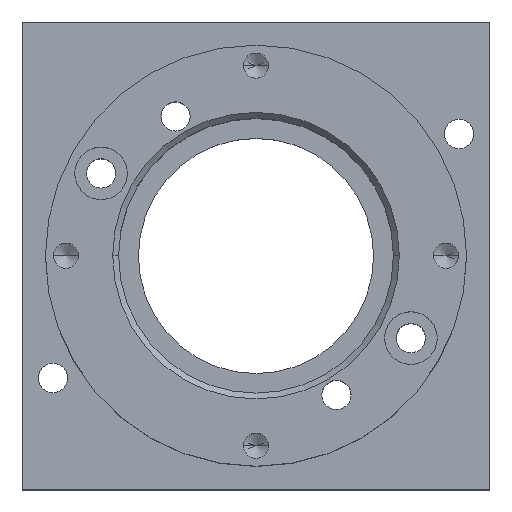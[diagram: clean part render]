
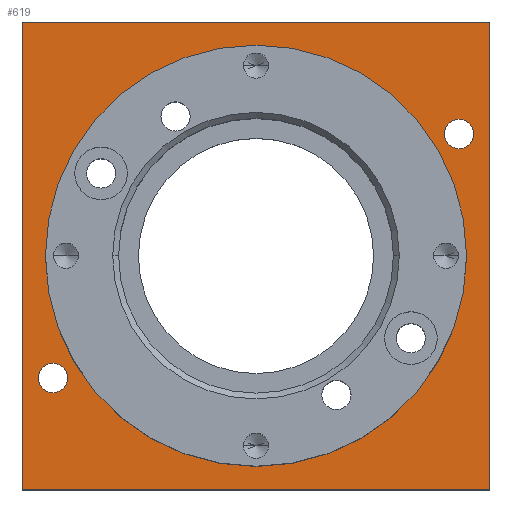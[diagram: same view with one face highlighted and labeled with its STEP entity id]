
A CAD part, top view. The second image highlights one B-rep face of the part: STEP entity #619.
In plain terms, the highlighted planar face has unit normal (0, 0, 1).
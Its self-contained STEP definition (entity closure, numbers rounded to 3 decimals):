
#19 = FACE_OUTER_BOUND ( 'NONE', #1293, .T. ) ;
#20 = DIRECTION ( 'NONE',  ( 0., 0., -1. ) ) ;
#38 = FACE_BOUND ( 'NONE', #640, .T. ) ;
#39 = DIRECTION ( 'NONE',  ( -1., 0., 0. ) ) ;
#142 = VERTEX_POINT ( 'NONE', #655 ) ;
#176 = DIRECTION ( 'NONE',  ( -1., 0., 0. ) ) ;
#180 = LINE ( 'NONE', #375, #1402 ) ;
#206 = FACE_BOUND ( 'NONE', #1485, .T. ) ;
#242 = AXIS2_PLACEMENT_3D ( 'NONE', #1513, #630, #789 ) ;
#257 = DIRECTION ( 'NONE',  ( -1., 0., 0. ) ) ;
#262 = CARTESIAN_POINT ( 'NONE',  ( 0., 0., 10. ) ) ;
#280 = VERTEX_POINT ( 'NONE', #1259 ) ;
#298 = CARTESIAN_POINT ( 'NONE',  ( -32.215, -20.859, 10. ) ) ;
#362 = EDGE_CURVE ( 'NONE', #280, #1864, #1679, .T. ) ;
#368 = ORIENTED_EDGE ( 'NONE', *, *, #362, .F. ) ;
#375 = CARTESIAN_POINT ( 'NONE',  ( 40., -40., 10. ) ) ;
#392 = CIRCLE ( 'NONE', #1199, 2.5 ) ;
#397 = ORIENTED_EDGE ( 'NONE', *, *, #1461, .F. ) ;
#411 = CARTESIAN_POINT ( 'NONE',  ( 37.215, 20.859, 10. ) ) ;
#418 = EDGE_CURVE ( 'NONE', #280, #1140, #801, .T. ) ;
#421 = CIRCLE ( 'NONE', #242, 36. ) ;
#426 = VERTEX_POINT ( 'NONE', #1142 ) ;
#439 = DIRECTION ( 'NONE',  ( -1., 0., 0. ) ) ;
#451 = ORIENTED_EDGE ( 'NONE', *, *, #1320, .F. ) ;
#474 = CARTESIAN_POINT ( 'NONE',  ( -40., 40., 10. ) ) ;
#475 = VERTEX_POINT ( 'NONE', #575 ) ;
#477 = ORIENTED_EDGE ( 'NONE', *, *, #1341, .T. ) ;
#490 = VERTEX_POINT ( 'NONE', #1127 ) ;
#493 = VECTOR ( 'NONE', #716, 1000. ) ;
#502 = ORIENTED_EDGE ( 'NONE', *, *, #1021, .T. ) ;
#508 = CIRCLE ( 'NONE', #519, 36. ) ;
#519 = AXIS2_PLACEMENT_3D ( 'NONE', #262, #1283, #1890 ) ;
#562 = VERTEX_POINT ( 'NONE', #411 ) ;
#575 = CARTESIAN_POINT ( 'NONE',  ( 40., 40., 10. ) ) ;
#619 = ADVANCED_FACE ( 'NONE', ( #1676, #38, #19, #206 ), #755, .F. ) ;
#630 = DIRECTION ( 'NONE',  ( 0., 0., 1. ) ) ;
#640 = EDGE_LOOP ( 'NONE', ( #1342, #816 ) ) ;
#655 = CARTESIAN_POINT ( 'NONE',  ( -37.215, -20.859, 10. ) ) ;
#716 = DIRECTION ( 'NONE',  ( 0., 1., 0. ) ) ;
#737 = CARTESIAN_POINT ( 'NONE',  ( -34.715, -20.859, 10. ) ) ;
#743 = DIRECTION ( 'NONE',  ( 0., 0., -1. ) ) ;
#755 = PLANE ( 'NONE',  #1533 ) ;
#759 = CARTESIAN_POINT ( 'NONE',  ( -34.715, -20.859, 10. ) ) ;
#789 = DIRECTION ( 'NONE',  ( -1., 0., 0. ) ) ;
#801 = LINE ( 'NONE', #1010, #1729 ) ;
#814 = DIRECTION ( 'NONE',  ( 0., 1., 0. ) ) ;
#816 = ORIENTED_EDGE ( 'NONE', *, *, #1805, .T. ) ;
#848 = AXIS2_PLACEMENT_3D ( 'NONE', #737, #20, #1789 ) ;
#878 = EDGE_CURVE ( 'NONE', #426, #562, #1106, .T. ) ;
#896 = CARTESIAN_POINT ( 'NONE',  ( 36., 0., 10. ) ) ;
#910 = DIRECTION ( 'NONE',  ( 0., 0., -1. ) ) ;
#951 = VERTEX_POINT ( 'NONE', #298 ) ;
#995 = CARTESIAN_POINT ( 'NONE',  ( -40., -40., 10. ) ) ;
#1010 = CARTESIAN_POINT ( 'NONE',  ( -40., -40., 10. ) ) ;
#1017 = VECTOR ( 'NONE', #1417, 1000. ) ;
#1021 = EDGE_CURVE ( 'NONE', #142, #951, #1807, .T. ) ;
#1036 = CARTESIAN_POINT ( 'NONE',  ( 0., 0., 10. ) ) ;
#1102 = EDGE_CURVE ( 'NONE', #951, #142, #1375, .T. ) ;
#1106 = CIRCLE ( 'NONE', #1322, 2.5 ) ;
#1121 = DIRECTION ( 'NONE',  ( 0., 0., -1. ) ) ;
#1127 = CARTESIAN_POINT ( 'NONE',  ( -36., 0., 10. ) ) ;
#1140 = VERTEX_POINT ( 'NONE', #1359 ) ;
#1142 = CARTESIAN_POINT ( 'NONE',  ( 32.215, 20.859, 10. ) ) ;
#1194 = EDGE_CURVE ( 'NONE', #1781, #490, #421, .T. ) ;
#1199 = AXIS2_PLACEMENT_3D ( 'NONE', #1802, #910, #39 ) ;
#1259 = CARTESIAN_POINT ( 'NONE',  ( -40., -40., 10. ) ) ;
#1283 = DIRECTION ( 'NONE',  ( 0., 0., 1. ) ) ;
#1293 = EDGE_LOOP ( 'NONE', ( #368, #1312, #477, #451 ) ) ;
#1312 = ORIENTED_EDGE ( 'NONE', *, *, #418, .T. ) ;
#1320 = EDGE_CURVE ( 'NONE', #1864, #475, #1899, .T. ) ;
#1322 = AXIS2_PLACEMENT_3D ( 'NONE', #1865, #1121, #257 ) ;
#1341 = EDGE_CURVE ( 'NONE', #1140, #475, #180, .T. ) ;
#1342 = ORIENTED_EDGE ( 'NONE', *, *, #878, .T. ) ;
#1345 = DIRECTION ( 'NONE',  ( 0., 0., -1. ) ) ;
#1359 = CARTESIAN_POINT ( 'NONE',  ( 40., -40., 10. ) ) ;
#1375 = CIRCLE ( 'NONE', #848, 2.5 ) ;
#1402 = VECTOR ( 'NONE', #814, 1000. ) ;
#1417 = DIRECTION ( 'NONE',  ( 1., 0., 0. ) ) ;
#1459 = EDGE_LOOP ( 'NONE', ( #502, #1520 ) ) ;
#1461 = EDGE_CURVE ( 'NONE', #490, #1781, #508, .T. ) ;
#1485 = EDGE_LOOP ( 'NONE', ( #397, #1552 ) ) ;
#1489 = AXIS2_PLACEMENT_3D ( 'NONE', #759, #743, #439 ) ;
#1513 = CARTESIAN_POINT ( 'NONE',  ( 0., 0., 10. ) ) ;
#1520 = ORIENTED_EDGE ( 'NONE', *, *, #1102, .T. ) ;
#1533 = AXIS2_PLACEMENT_3D ( 'NONE', #1036, #1345, #176 ) ;
#1552 = ORIENTED_EDGE ( 'NONE', *, *, #1194, .F. ) ;
#1676 = FACE_BOUND ( 'NONE', #1459, .T. ) ;
#1679 = LINE ( 'NONE', #995, #493 ) ;
#1729 = VECTOR ( 'NONE', #1742, 1000. ) ;
#1742 = DIRECTION ( 'NONE',  ( 1., 0., 0. ) ) ;
#1781 = VERTEX_POINT ( 'NONE', #896 ) ;
#1789 = DIRECTION ( 'NONE',  ( -1., 0., 0. ) ) ;
#1802 = CARTESIAN_POINT ( 'NONE',  ( 34.715, 20.859, 10. ) ) ;
#1805 = EDGE_CURVE ( 'NONE', #562, #426, #392, .T. ) ;
#1807 = CIRCLE ( 'NONE', #1489, 2.5 ) ;
#1829 = CARTESIAN_POINT ( 'NONE',  ( -40., 40., 10. ) ) ;
#1864 = VERTEX_POINT ( 'NONE', #474 ) ;
#1865 = CARTESIAN_POINT ( 'NONE',  ( 34.715, 20.859, 10. ) ) ;
#1890 = DIRECTION ( 'NONE',  ( -1., 0., 0. ) ) ;
#1899 = LINE ( 'NONE', #1829, #1017 ) ;
